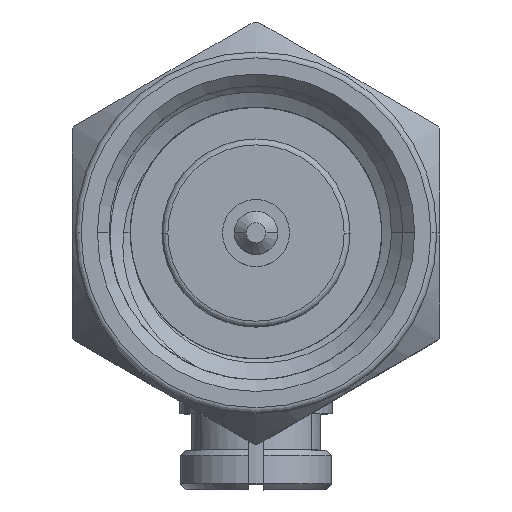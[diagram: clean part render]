
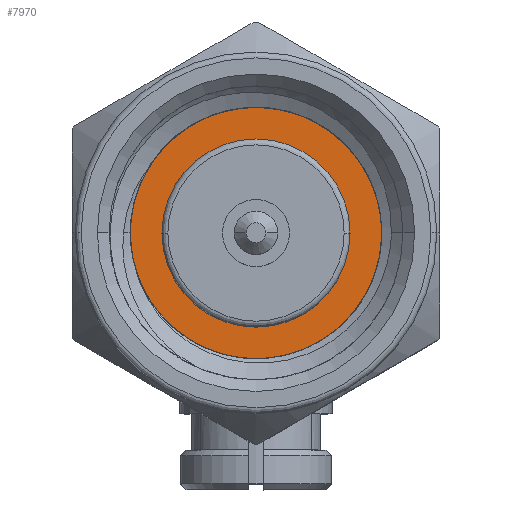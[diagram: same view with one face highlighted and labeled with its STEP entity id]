
A CAD part, top view. The second image highlights one B-rep face of the part: STEP entity #7970.
In plain terms, the highlighted face is planar.
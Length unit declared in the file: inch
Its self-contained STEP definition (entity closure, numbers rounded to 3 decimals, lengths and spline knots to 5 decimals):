
#342 = CARTESIAN_POINT ( 'NONE',  ( 0.15, 0.10905, -0.00641 ) ) ;
#376 = CARTESIAN_POINT ( 'NONE',  ( 0.15, -0.12359, -0.01875 ) ) ;
#384 = DIRECTION ( 'NONE',  ( -1., 0., 0. ) ) ;
#407 = CARTESIAN_POINT ( 'NONE',  ( 0.15, 0., 0.08 ) ) ;
#434 = CARTESIAN_POINT ( 'NONE',  ( 0.15, -0.07003, 0.09357 ) ) ;
#454 = FACE_BOUND ( 'NONE', #1936, .T. ) ;
#510 = CARTESIAN_POINT ( 'NONE',  ( 0.15, 0.05142, -0.10495 ) ) ;
#520 = CARTESIAN_POINT ( 'NONE',  ( 0.15, -0.12458, -0.00733 ) ) ;
#602 = DIRECTION ( 'NONE',  ( 0., 0., 1. ) ) ;
#626 = DIRECTION ( 'NONE',  ( 0., 0., 1. ) ) ;
#799 = VERTEX_POINT ( 'NONE', #407 ) ;
#904 = CARTESIAN_POINT ( 'NONE',  ( 0.15, 0.10361, 0.03011 ) ) ;
#1044 = B_SPLINE_CURVE_WITH_KNOTS ( 'NONE', 3,
 ( #5962, #1582, #7909, #3415, #904, #2875 ),
 .UNSPECIFIED., .F., .F.,
 ( 4, 2, 4 ),
 ( 0., 0.00108, 0.00217 ),
 .UNSPECIFIED. ) ;
#1068 = CARTESIAN_POINT ( 'NONE',  ( 0.15, -0.0446, 0.10591 ) ) ;
#1582 = CARTESIAN_POINT ( 'NONE',  ( 0.15, 0.07402, 0.07851 ) ) ;
#1661 = CARTESIAN_POINT ( 'NONE',  ( 0.15, -0.08782, 0.07938 ) ) ;
#1734 = CARTESIAN_POINT ( 'NONE',  ( 0.15, -0.03661, -0.11698 ) ) ;
#1743 = CARTESIAN_POINT ( 'NONE',  ( 0.15, 0.05345, 0.0938 ) ) ;
#1778 = CARTESIAN_POINT ( 'NONE',  ( 0.15, 0.00289, -0.1205 ) ) ;
#1821 = CARTESIAN_POINT ( 'NONE',  ( 0.15, -0.06331, -0.10755 ) ) ;
#1833 = CARTESIAN_POINT ( 'NONE',  ( 0.15, -0.07478, 0.09032 ) ) ;
#1936 = EDGE_LOOP ( 'NONE', ( #4302, #4837 ) ) ;
#2134 = CARTESIAN_POINT ( 'NONE',  ( 0.15, 0., 0. ) ) ;
#2227 = CIRCLE ( 'NONE', #4342, 0.08 ) ;
#2288 = AXIS2_PLACEMENT_3D ( 'NONE', #5557, #6348, #626 ) ;
#2289 = CARTESIAN_POINT ( 'NONE',  ( 0.15, -0.02249, 0.11154 ) ) ;
#2328 = CARTESIAN_POINT ( 'NONE',  ( 0.15, -0.10592, 0.05744 ) ) ;
#2417 = CARTESIAN_POINT ( 'NONE',  ( 0.15, -0.11352, 0.04226 ) ) ;
#2566 = B_SPLINE_CURVE_WITH_KNOTS ( 'NONE', 3,
 ( #6783, #520, #6866, #6909, #4900, #6282, #2417, #2328, #3081, #1661, #3612, #1833, #434, #7366, #5628, #1068, #4190, #2289, #2999, #4818, #8118, #4944, #7453, #1743, #7538, #6736 ),
 .UNSPECIFIED., .F., .F.,
 ( 4, 2, 2, 2, 2, 2, 2, 2, 2, 2, 2, 2, 4 ),
 ( 0., 0.00086, 0.00129, 0.00172, 0.00258, 0.00301, 0.00345, 0.00388, 0.00431, 0.00517, 0.00603, 0.00646, 0.00689 ),
 .UNSPECIFIED. ) ;
#2875 = CARTESIAN_POINT ( 'NONE',  ( 0.15, 0.10575, 0.01604 ) ) ;
#2885 = CARTESIAN_POINT ( 'NONE',  ( 0.15, 0., -0.08 ) ) ;
#2893 = EDGE_CURVE ( 'NONE', #6660, #799, #6237, .T. ) ;
#2908 = CARTESIAN_POINT ( 'NONE',  ( 0.15, -0.01973, -0.11989 ) ) ;
#2948 = CARTESIAN_POINT ( 'NONE',  ( 0.15, 0.10416, -0.04019 ) ) ;
#2999 = CARTESIAN_POINT ( 'NONE',  ( 0.15, -0.01118, 0.11249 ) ) ;
#3019 = PLANE ( 'NONE',  #2288 ) ;
#3029 = CARTESIAN_POINT ( 'NONE',  ( 0.15, 0.03599, -0.1124 ) ) ;
#3081 = CARTESIAN_POINT ( 'NONE',  ( 0.15, -0.09936, 0.06701 ) ) ;
#3413 = ORIENTED_EDGE ( 'NONE', *, *, #7027, .T. ) ;
#3415 = CARTESIAN_POINT ( 'NONE',  ( 0.15, 0.09867, 0.04366 ) ) ;
#3557 = CARTESIAN_POINT ( 'NONE',  ( 0.15, -0.031, -0.11822 ) ) ;
#3612 = CARTESIAN_POINT ( 'NONE',  ( 0.15, -0.08368, 0.08322 ) ) ;
#3769 = EDGE_LOOP ( 'NONE', ( #5479, #5295, #3413, #3878 ) ) ;
#3872 = CIRCLE ( 'NONE', #4127, 0.125 ) ;
#3878 = ORIENTED_EDGE ( 'NONE', *, *, #6451, .T. ) ;
#3943 = VERTEX_POINT ( 'NONE', #5076 ) ;
#3950 = CARTESIAN_POINT ( 'NONE',  ( 0.15, 0.06247, 0.08682 ) ) ;
#4127 = AXIS2_PLACEMENT_3D ( 'NONE', #2134, #6696, #7994 ) ;
#4149 = DIRECTION ( 'NONE',  ( 0., 0., 1. ) ) ;
#4190 = CARTESIAN_POINT ( 'NONE',  ( 0.15, -0.03911, 0.10764 ) ) ;
#4270 = CARTESIAN_POINT ( 'NONE',  ( 0.15, -0.07301, -0.10146 ) ) ;
#4302 = ORIENTED_EDGE ( 'NONE', *, *, #2893, .F. ) ;
#4342 = AXIS2_PLACEMENT_3D ( 'NONE', #5028, #5195, #602 ) ;
#4367 = AXIS2_PLACEMENT_3D ( 'NONE', #6860, #384, #4149 ) ;
#4818 = CARTESIAN_POINT ( 'NONE',  ( 0.15, 0.01167, 0.11102 ) ) ;
#4837 = ORIENTED_EDGE ( 'NONE', *, *, #6196, .F. ) ;
#4900 = CARTESIAN_POINT ( 'NONE',  ( 0.15, -0.11934, 0.02629 ) ) ;
#4936 = CARTESIAN_POINT ( 'NONE',  ( 0.15, 0.10575, 0.01604 ) ) ;
#4944 = CARTESIAN_POINT ( 'NONE',  ( 0.15, 0.03855, 0.10218 ) ) ;
#4978 = CARTESIAN_POINT ( 'NONE',  ( 0.15, 0.1083, 0.00487 ) ) ;
#5028 = CARTESIAN_POINT ( 'NONE',  ( 0.15, 0., 0. ) ) ;
#5076 = CARTESIAN_POINT ( 'NONE',  ( 0.15, 0.10575, 0.01604 ) ) ;
#5084 = CARTESIAN_POINT ( 'NONE',  ( 0.15, -0.07301, -0.10146 ) ) ;
#5096 = VERTEX_POINT ( 'NONE', #376 ) ;
#5195 = DIRECTION ( 'NONE',  ( -1., 0., 0. ) ) ;
#5295 = ORIENTED_EDGE ( 'NONE', *, *, #6079, .T. ) ;
#5479 = ORIENTED_EDGE ( 'NONE', *, *, #7025, .T. ) ;
#5521 = CARTESIAN_POINT ( 'NONE',  ( 0.15, -0.01409, -0.12033 ) ) ;
#5557 = CARTESIAN_POINT ( 'NONE',  ( 0.15, 0., 0. ) ) ;
#5617 = CARTESIAN_POINT ( 'NONE',  ( 0.15, 0.01438, -0.11901 ) ) ;
#5628 = CARTESIAN_POINT ( 'NONE',  ( 0.15, -0.05514, 0.10172 ) ) ;
#5837 = VERTEX_POINT ( 'NONE', #5084 ) ;
#5962 = CARTESIAN_POINT ( 'NONE',  ( 0.15, 0.06247, 0.08682 ) ) ;
#6034 = B_SPLINE_CURVE_WITH_KNOTS ( 'NONE', 3,
 ( #4936, #4978, #342, #6102, #2948, #6858, #6063, #510, #6775, #3029, #7488, #5617, #1778, #5521, #2908, #3557, #1734, #7397, #1821, #4270 ),
 .UNSPECIFIED., .F., .F.,
 ( 4, 2, 2, 2, 2, 2, 2, 2, 2, 4 ),
 ( 0., 0.00086, 0.00172, 0.00344, 0.00388, 0.00431, 0.00517, 0.0056, 0.00603, 0.00689 ),
 .UNSPECIFIED. ) ;
#6063 = CARTESIAN_POINT ( 'NONE',  ( 0.15, 0.07521, -0.0896 ) ) ;
#6079 = EDGE_CURVE ( 'NONE', #5096, #7290, #2566, .T. ) ;
#6102 = CARTESIAN_POINT ( 'NONE',  ( 0.15, 0.10697, -0.02916 ) ) ;
#6196 = EDGE_CURVE ( 'NONE', #799, #6660, #2227, .T. ) ;
#6237 = CIRCLE ( 'NONE', #4367, 0.08 ) ;
#6282 = CARTESIAN_POINT ( 'NONE',  ( 0.15, -0.1157, 0.03704 ) ) ;
#6348 = DIRECTION ( 'NONE',  ( -1., 0., 0. ) ) ;
#6451 = EDGE_CURVE ( 'NONE', #3943, #5837, #6034, .T. ) ;
#6660 = VERTEX_POINT ( 'NONE', #2885 ) ;
#6696 = DIRECTION ( 'NONE',  ( -1., 0., 0. ) ) ;
#6736 = CARTESIAN_POINT ( 'NONE',  ( 0.15, 0.06247, 0.08682 ) ) ;
#6766 = FACE_OUTER_BOUND ( 'NONE', #3769, .T. ) ;
#6775 = CARTESIAN_POINT ( 'NONE',  ( 0.15, 0.04637, -0.1077 ) ) ;
#6783 = CARTESIAN_POINT ( 'NONE',  ( 0.15, -0.12359, -0.01875 ) ) ;
#6858 = CARTESIAN_POINT ( 'NONE',  ( 0.15, 0.09065, -0.07158 ) ) ;
#6860 = CARTESIAN_POINT ( 'NONE',  ( 0.15, 0., 0. ) ) ;
#6866 = CARTESIAN_POINT ( 'NONE',  ( 0.15, -0.124, 0.00397 ) ) ;
#6909 = CARTESIAN_POINT ( 'NONE',  ( 0.15, -0.12081, 0.02072 ) ) ;
#7025 = EDGE_CURVE ( 'NONE', #5837, #5096, #3872, .T. ) ;
#7027 = EDGE_CURVE ( 'NONE', #7290, #3943, #1044, .T. ) ;
#7290 = VERTEX_POINT ( 'NONE', #3950 ) ;
#7366 = CARTESIAN_POINT ( 'NONE',  ( 0.15, -0.06022, 0.09925 ) ) ;
#7397 = CARTESIAN_POINT ( 'NONE',  ( 0.15, -0.05291, -0.1122 ) ) ;
#7453 = CARTESIAN_POINT ( 'NONE',  ( 0.15, 0.0437, 0.09963 ) ) ;
#7488 = CARTESIAN_POINT ( 'NONE',  ( 0.15, 0.03068, -0.11435 ) ) ;
#7538 = CARTESIAN_POINT ( 'NONE',  ( 0.15, 0.05808, 0.0905 ) ) ;
#7909 = CARTESIAN_POINT ( 'NONE',  ( 0.15, 0.08386, 0.06788 ) ) ;
#7970 = ADVANCED_FACE ( 'NONE', ( #6766, #454 ), #3019, .T. ) ;
#7994 = DIRECTION ( 'NONE',  ( 0., 0., 1. ) ) ;
#8118 = CARTESIAN_POINT ( 'NONE',  ( 0.15, 0.02267, 0.10853 ) ) ;
